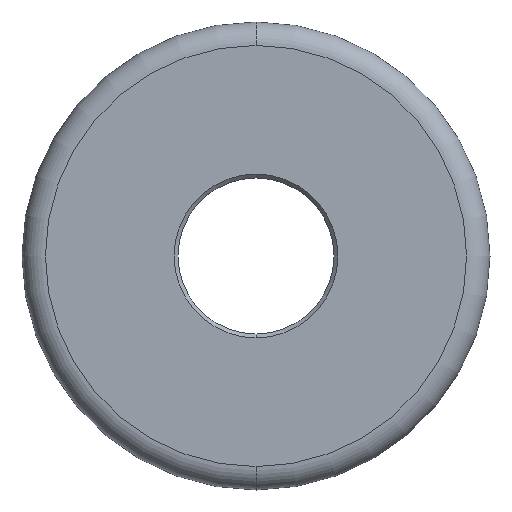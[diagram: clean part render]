
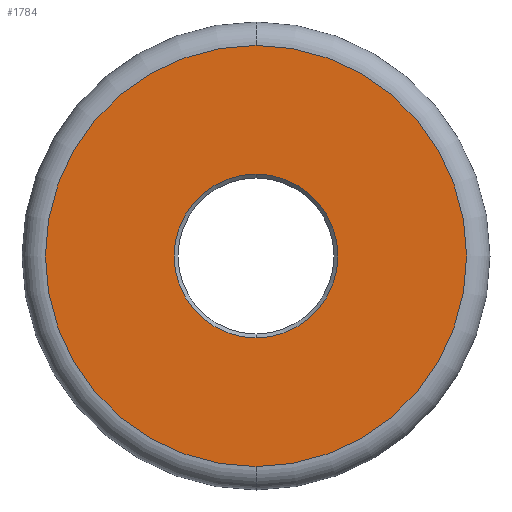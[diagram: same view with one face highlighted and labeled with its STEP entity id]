
A CAD part, front view. The second image highlights one B-rep face of the part: STEP entity #1784.
In plain terms, the highlighted planar face has unit normal (0, -1, 0).
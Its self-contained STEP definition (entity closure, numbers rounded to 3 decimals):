
#91 = VERTEX_POINT ( 'NONE', #6760 ) ;
#294 = DIRECTION ( 'NONE',  ( 0., 1., 0. ) ) ;
#299 = VERTEX_POINT ( 'NONE', #4927 ) ;
#392 = CARTESIAN_POINT ( 'NONE',  ( 0., 0., 0. ) ) ;
#418 = ORIENTED_EDGE ( 'NONE', *, *, #2011, .T. ) ;
#428 = DIRECTION ( 'NONE',  ( 0., -1., 0. ) ) ;
#762 = AXIS2_PLACEMENT_3D ( 'NONE', #3266, #294, #4418 ) ;
#856 = DIRECTION ( 'NONE',  ( 0., 0., -1. ) ) ;
#1071 = DIRECTION ( 'NONE',  ( 0., -1., 0. ) ) ;
#1127 = CIRCLE ( 'NONE', #762, 10.5 ) ;
#1196 = AXIS2_PLACEMENT_3D ( 'NONE', #7086, #6971, #3570 ) ;
#1594 = EDGE_LOOP ( 'NONE', ( #5970, #5932 ) ) ;
#1770 = AXIS2_PLACEMENT_3D ( 'NONE', #392, #428, #6881 ) ;
#1784 = ADVANCED_FACE ( 'NONE', ( #4402, #4973 ), #2088, .T. ) ;
#1832 = VERTEX_POINT ( 'NONE', #6764 ) ;
#2011 = EDGE_CURVE ( 'NONE', #1832, #5090, #3536, .T. ) ;
#2088 = PLANE ( 'NONE',  #3528 ) ;
#2284 = DIRECTION ( 'NONE',  ( 0., 0., -1. ) ) ;
#2722 = CARTESIAN_POINT ( 'NONE',  ( 0., 0., 0. ) ) ;
#2895 = ORIENTED_EDGE ( 'NONE', *, *, #4900, .T. ) ;
#2970 = AXIS2_PLACEMENT_3D ( 'NONE', #2722, #5213, #2284 ) ;
#3261 = CIRCLE ( 'NONE', #1770, 27. ) ;
#3266 = CARTESIAN_POINT ( 'NONE',  ( 0., 0., 0. ) ) ;
#3528 = AXIS2_PLACEMENT_3D ( 'NONE', #6904, #1071, #856 ) ;
#3536 = CIRCLE ( 'NONE', #1196, 27. ) ;
#3570 = DIRECTION ( 'NONE',  ( 0., 0., -1. ) ) ;
#3623 = CARTESIAN_POINT ( 'NONE',  ( 0., 0., 27. ) ) ;
#4402 = FACE_BOUND ( 'NONE', #1594, .T. ) ;
#4418 = DIRECTION ( 'NONE',  ( 0., 0., -1. ) ) ;
#4900 = EDGE_CURVE ( 'NONE', #5090, #1832, #3261, .T. ) ;
#4927 = CARTESIAN_POINT ( 'NONE',  ( 0., 0., -10.5 ) ) ;
#4973 = FACE_OUTER_BOUND ( 'NONE', #6395, .T. ) ;
#5090 = VERTEX_POINT ( 'NONE', #3623 ) ;
#5213 = DIRECTION ( 'NONE',  ( 0., 1., 0. ) ) ;
#5932 = ORIENTED_EDGE ( 'NONE', *, *, #6879, .T. ) ;
#5970 = ORIENTED_EDGE ( 'NONE', *, *, #7029, .T. ) ;
#6395 = EDGE_LOOP ( 'NONE', ( #418, #2895 ) ) ;
#6760 = CARTESIAN_POINT ( 'NONE',  ( 0., 0., 10.5 ) ) ;
#6764 = CARTESIAN_POINT ( 'NONE',  ( 0., 0., -27. ) ) ;
#6879 = EDGE_CURVE ( 'NONE', #91, #299, #1127, .T. ) ;
#6881 = DIRECTION ( 'NONE',  ( 0., 0., -1. ) ) ;
#6904 = CARTESIAN_POINT ( 'NONE',  ( 10., 0., 0. ) ) ;
#6971 = DIRECTION ( 'NONE',  ( 0., -1., 0. ) ) ;
#7029 = EDGE_CURVE ( 'NONE', #299, #91, #7136, .T. ) ;
#7086 = CARTESIAN_POINT ( 'NONE',  ( 0., 0., 0. ) ) ;
#7136 = CIRCLE ( 'NONE', #2970, 10.5 ) ;
